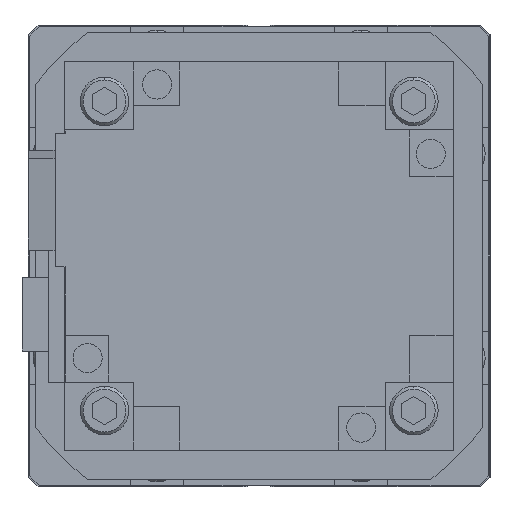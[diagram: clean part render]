
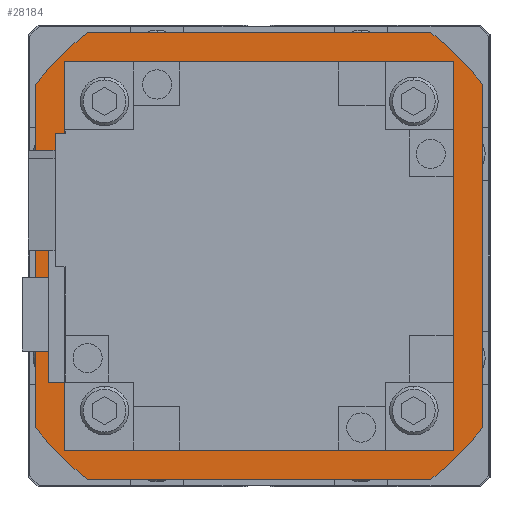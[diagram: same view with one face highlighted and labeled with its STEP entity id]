
A CAD part, left-side view. The second image highlights one B-rep face of the part: STEP entity #28184.
In plain terms, the highlighted face is planar.
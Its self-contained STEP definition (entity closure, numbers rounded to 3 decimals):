
#48 = DIRECTION ( 'NONE',  ( 0., 0., -1. ) ) ;
#229 = AXIS2_PLACEMENT_3D ( 'NONE', #30302, #4382, #9672 ) ;
#245 = EDGE_CURVE ( 'NONE', #587, #13151, #27403, .T. ) ;
#587 = VERTEX_POINT ( 'NONE', #16044 ) ;
#708 = CARTESIAN_POINT ( 'NONE',  ( 116.5, 0., 0. ) ) ;
#875 = LINE ( 'NONE', #26780, #22164 ) ;
#1159 = VECTOR ( 'NONE', #22853, 1000. ) ;
#1605 = ORIENTED_EDGE ( 'NONE', *, *, #17250, .T. ) ;
#1707 = CARTESIAN_POINT ( 'NONE',  ( 116.5, -46., 35.327 ) ) ;
#1935 = EDGE_CURVE ( 'NONE', #32725, #587, #14670, .T. ) ;
#1979 = CARTESIAN_POINT ( 'NONE',  ( 116.5, 35.327, -46. ) ) ;
#4382 = DIRECTION ( 'NONE',  ( 1., 0., 0. ) ) ;
#4653 = DIRECTION ( 'NONE',  ( 1., 0., 0. ) ) ;
#4764 = CARTESIAN_POINT ( 'NONE',  ( 116.5, -35.327, -46. ) ) ;
#4824 = CARTESIAN_POINT ( 'NONE',  ( 116.5, 0., 0. ) ) ;
#5020 = DIRECTION ( 'NONE',  ( 0., 0., -1. ) ) ;
#5083 = VERTEX_POINT ( 'NONE', #19539 ) ;
#6504 = VERTEX_POINT ( 'NONE', #9222 ) ;
#6707 = AXIS2_PLACEMENT_3D ( 'NONE', #28394, #13054, #5020 ) ;
#7506 = ORIENTED_EDGE ( 'NONE', *, *, #245, .T. ) ;
#8203 = DIRECTION ( 'NONE',  ( 0., 0., 1. ) ) ;
#8624 = VERTEX_POINT ( 'NONE', #1979 ) ;
#8976 = CIRCLE ( 'NONE', #27479, 58. ) ;
#9222 = CARTESIAN_POINT ( 'NONE',  ( 116.5, 46., 35.327 ) ) ;
#9445 = FACE_OUTER_BOUND ( 'NONE', #26795, .T. ) ;
#9672 = DIRECTION ( 'NONE',  ( 0., 0., -1. ) ) ;
#10464 = VECTOR ( 'NONE', #25068, 1000. ) ;
#12021 = ORIENTED_EDGE ( 'NONE', *, *, #22704, .T. ) ;
#12873 = EDGE_CURVE ( 'NONE', #5083, #32725, #29077, .T. ) ;
#13054 = DIRECTION ( 'NONE',  ( 1., 0., 0. ) ) ;
#13151 = VERTEX_POINT ( 'NONE', #33343 ) ;
#13427 = VERTEX_POINT ( 'NONE', #22376 ) ;
#13756 = EDGE_CURVE ( 'NONE', #6504, #13427, #8976, .T. ) ;
#14166 = DIRECTION ( 'NONE',  ( 0., 0., -1. ) ) ;
#14283 = AXIS2_PLACEMENT_3D ( 'NONE', #4824, #17819, #15239 ) ;
#14670 = LINE ( 'NONE', #1707, #10464 ) ;
#15108 = EDGE_CURVE ( 'NONE', #13151, #8624, #25400, .T. ) ;
#15239 = DIRECTION ( 'NONE',  ( 0., 1., 0. ) ) ;
#16029 = ORIENTED_EDGE ( 'NONE', *, *, #22733, .T. ) ;
#16044 = CARTESIAN_POINT ( 'NONE',  ( 116.5, -46., -35.327 ) ) ;
#17250 = EDGE_CURVE ( 'NONE', #8624, #27473, #33407, .T. ) ;
#17819 = DIRECTION ( 'NONE',  ( 1., 0., 0. ) ) ;
#18096 = AXIS2_PLACEMENT_3D ( 'NONE', #26134, #4653, #48 ) ;
#19064 = ORIENTED_EDGE ( 'NONE', *, *, #15108, .T. ) ;
#19117 = DIRECTION ( 'NONE',  ( 0., -1., 0. ) ) ;
#19287 = DIRECTION ( 'NONE',  ( 1., 0., 0. ) ) ;
#19539 = CARTESIAN_POINT ( 'NONE',  ( 116.5, -35.327, 46. ) ) ;
#19996 = VECTOR ( 'NONE', #8203, 1000. ) ;
#22164 = VECTOR ( 'NONE', #19117, 1000. ) ;
#22376 = CARTESIAN_POINT ( 'NONE',  ( 116.5, 35.327, 46. ) ) ;
#22704 = EDGE_CURVE ( 'NONE', #27473, #6504, #27110, .T. ) ;
#22733 = EDGE_CURVE ( 'NONE', #13427, #5083, #875, .T. ) ;
#22853 = DIRECTION ( 'NONE',  ( 0., 1., 0. ) ) ;
#25068 = DIRECTION ( 'NONE',  ( 0., 0., -1. ) ) ;
#25400 = LINE ( 'NONE', #4764, #1159 ) ;
#26134 = CARTESIAN_POINT ( 'NONE',  ( 116.5, 0., 0. ) ) ;
#26780 = CARTESIAN_POINT ( 'NONE',  ( 116.5, 35.327, 46. ) ) ;
#26784 = ORIENTED_EDGE ( 'NONE', *, *, #12873, .T. ) ;
#26795 = EDGE_LOOP ( 'NONE', ( #32416, #16029, #26784, #28978, #7506, #19064, #1605, #12021 ) ) ;
#27110 = LINE ( 'NONE', #32242, #19996 ) ;
#27403 = CIRCLE ( 'NONE', #6707, 58. ) ;
#27473 = VERTEX_POINT ( 'NONE', #29710 ) ;
#27479 = AXIS2_PLACEMENT_3D ( 'NONE', #708, #19287, #14166 ) ;
#28184 = ADVANCED_FACE ( 'NONE', ( #9445 ), #30245, .T. ) ;
#28394 = CARTESIAN_POINT ( 'NONE',  ( 116.5, 0., 0. ) ) ;
#28837 = CARTESIAN_POINT ( 'NONE',  ( 116.5, -46., 35.327 ) ) ;
#28978 = ORIENTED_EDGE ( 'NONE', *, *, #1935, .T. ) ;
#29077 = CIRCLE ( 'NONE', #229, 58. ) ;
#29710 = CARTESIAN_POINT ( 'NONE',  ( 116.5, 46., -35.327 ) ) ;
#30245 = PLANE ( 'NONE',  #14283 ) ;
#30302 = CARTESIAN_POINT ( 'NONE',  ( 116.5, 0., 0. ) ) ;
#32242 = CARTESIAN_POINT ( 'NONE',  ( 116.5, 46., -35.327 ) ) ;
#32416 = ORIENTED_EDGE ( 'NONE', *, *, #13756, .T. ) ;
#32725 = VERTEX_POINT ( 'NONE', #28837 ) ;
#33343 = CARTESIAN_POINT ( 'NONE',  ( 116.5, -35.327, -46. ) ) ;
#33407 = CIRCLE ( 'NONE', #18096, 58. ) ;
